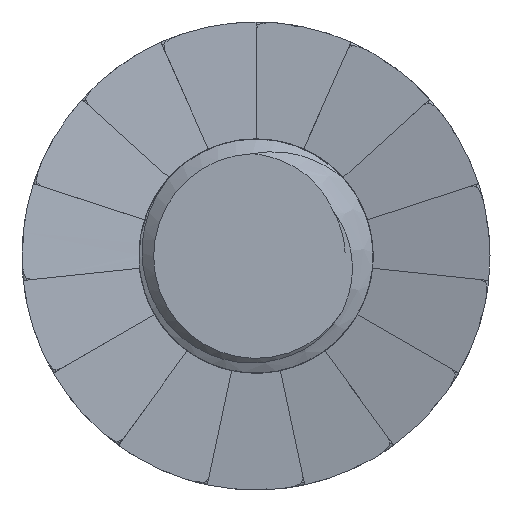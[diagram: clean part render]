
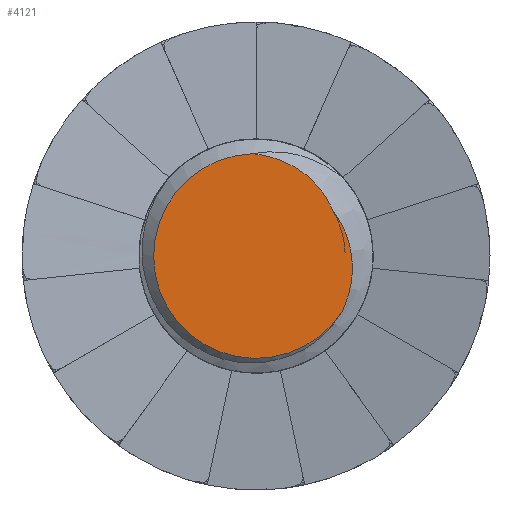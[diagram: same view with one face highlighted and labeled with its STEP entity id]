
A CAD part, front view. The second image highlights one B-rep face of the part: STEP entity #4121.
In plain terms, the highlighted planar face has unit normal (0, -1, 0).
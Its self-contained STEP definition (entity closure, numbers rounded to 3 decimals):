
#3326=CARTESIAN_POINT('',(2.644,-25.,1.526));
#3327=VERTEX_POINT('',#3326);
#3436=CARTESIAN_POINT('',(2.967,-25.0,-1.856));
#3437=VERTEX_POINT('',#3436);
#3438=CARTESIAN_POINT('',(2.965,-24.999,-1.854));
#3439=CARTESIAN_POINT('',(3.123,-24.999,-1.52));
#3440=CARTESIAN_POINT('',(3.229,-24.999,-1.166));
#3441=CARTESIAN_POINT('',(3.272,-24.999,-0.802));
#3442=CARTESIAN_POINT('',(3.281,-24.999,-0.726));
#3443=CARTESIAN_POINT('',(3.288,-24.999,-0.649));
#3444=CARTESIAN_POINT('',(3.291,-24.999,-0.573));
#3445=CARTESIAN_POINT('',(3.309,-24.999,-0.19));
#3446=CARTESIAN_POINT('',(3.259,-25.,0.194));
#3447=CARTESIAN_POINT('',(3.144,-25.,0.56));
#3448=CARTESIAN_POINT('',(3.034,-25.,0.909));
#3449=CARTESIAN_POINT('',(2.867,-25.0,1.237));
#3450=CARTESIAN_POINT('',(2.644,-25.0,1.526));
#3451=B_SPLINE_CURVE_WITH_KNOTS('',3,(#3438,#3439,#3440,#3441,#3442,#3443,#3444,#3445,#3446,#3447,#3448,#3449,#3450),.UNSPECIFIED.,.F.,.U.,(4,3,3,3,4),(0.594,0.705,0.728,0.844,0.954),.UNSPECIFIED.);
#3452=EDGE_CURVE('',#3437,#3327,#3451,.T.);
#3950=CARTESIAN_POINT('',(-0.116,-25.0,3.498));
#3951=VERTEX_POINT('',#3950);
#3963=CARTESIAN_POINT('',(2.642,-25.,1.526));
#3964=CARTESIAN_POINT('',(2.522,-25.,1.822));
#3965=CARTESIAN_POINT('',(2.357,-25.,2.096));
#3966=CARTESIAN_POINT('',(2.154,-25.,2.339));
#3967=CARTESIAN_POINT('',(2.098,-25.,2.406));
#3968=CARTESIAN_POINT('',(2.039,-25.,2.47));
#3969=CARTESIAN_POINT('',(1.977,-25.,2.532));
#3970=CARTESIAN_POINT('',(1.678,-25.,2.832));
#3971=CARTESIAN_POINT('',(1.321,-25.001,3.07));
#3972=CARTESIAN_POINT('',(0.929,-25.001,3.236));
#3973=CARTESIAN_POINT('',(0.596,-25.001,3.378));
#3974=CARTESIAN_POINT('',(0.244,-25.001,3.466));
#3975=CARTESIAN_POINT('',(-0.116,-25.001,3.497));
#3976=B_SPLINE_CURVE_WITH_KNOTS('',3,(#3963,#3964,#3965,#3966,#3967,#3968,#3969,#3970,#3971,#3972,#3973,#3974,#3975),.UNSPECIFIED.,.F.,.U.,(4,3,3,3,4),(0.0,0.095,0.122,0.249,0.357),.UNSPECIFIED.);
#3977=EDGE_CURVE('',#3327,#3951,#3976,.T.);
#4105=CARTESIAN_POINT('',(0.,-25.0,0.0));
#4106=DIRECTION('',(0.0,1.0,0.0));
#4107=DIRECTION('',(0.0,0.0,1.0));
#4108=AXIS2_PLACEMENT_3D('',#4105,#4106,#4107);
#4109=PLANE('',#4108);
#4110=ORIENTED_EDGE('',*,*,#3452,.T.);
#4111=ORIENTED_EDGE('',*,*,#3977,.T.);
#4112=CARTESIAN_POINT('',(0.0,-25.0,0.0));
#4113=DIRECTION('',(0.0,1.0,0.0));
#4114=DIRECTION('',(-1.0,0.0,0.0));
#4115=AXIS2_PLACEMENT_3D('',#4112,#4113,#4114);
#4116=CIRCLE('',#4115,3.5);
#4117=EDGE_CURVE('',#3437,#3951,#4116,.T.);
#4118=ORIENTED_EDGE('',*,*,#4117,.F.);
#4119=EDGE_LOOP('',(#4110,#4111,#4118));
#4120=FACE_OUTER_BOUND('',#4119,.T.);
#4121=ADVANCED_FACE('',(#4120),#4109,.F.);
